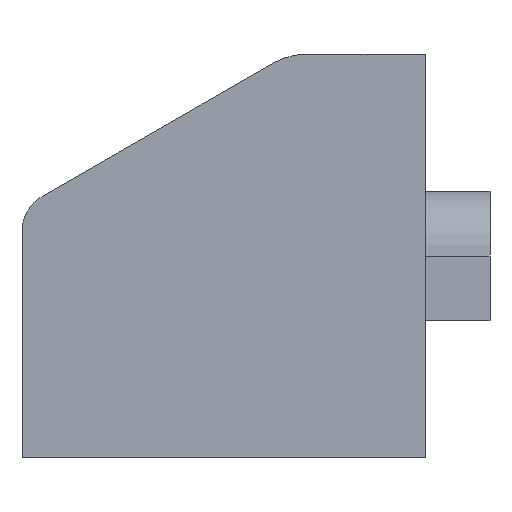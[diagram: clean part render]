
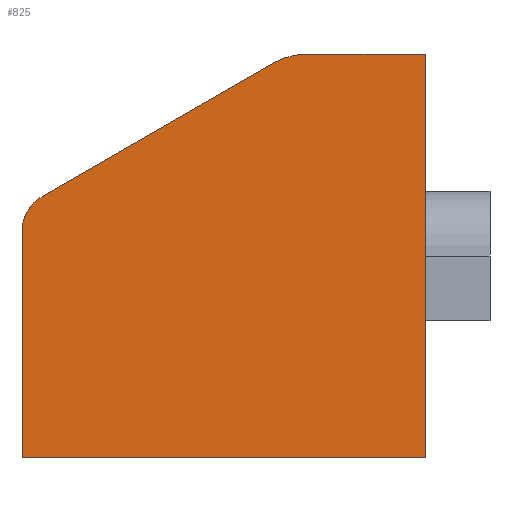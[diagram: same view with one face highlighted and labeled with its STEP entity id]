
A CAD part, left-side view. The second image highlights one B-rep face of the part: STEP entity #825.
In plain terms, the highlighted planar face has unit normal (-1, 0, 0).
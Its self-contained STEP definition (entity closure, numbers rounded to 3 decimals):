
#20 = EDGE_CURVE ( 'NONE', #172, #275, #566, .T. ) ;
#34 = ORIENTED_EDGE ( 'NONE', *, *, #20, .F. ) ;
#89 = ORIENTED_EDGE ( 'NONE', *, *, #737, .F. ) ;
#92 = EDGE_CURVE ( 'NONE', #900, #172, #256, .T. ) ;
#94 = LINE ( 'NONE', #1168, #541 ) ;
#98 = LINE ( 'NONE', #959, #1017 ) ;
#139 = DIRECTION ( 'NONE',  ( 0., 0., -1. ) ) ;
#144 = EDGE_CURVE ( 'NONE', #424, #381, #98, .T. ) ;
#172 = VERTEX_POINT ( 'NONE', #946 ) ;
#256 = LINE ( 'NONE', #931, #1104 ) ;
#275 = VERTEX_POINT ( 'NONE', #942 ) ;
#353 = CARTESIAN_POINT ( 'NONE',  ( -9.25, 25., 0. ) ) ;
#381 = VERTEX_POINT ( 'NONE', #587 ) ;
#424 = VERTEX_POINT ( 'NONE', #1005 ) ;
#445 = DIRECTION ( 'NONE',  ( 0., 1., 0. ) ) ;
#453 = CARTESIAN_POINT ( 'NONE',  ( -9.25, 7.428, 8.5 ) ) ;
#465 = DIRECTION ( 'NONE',  ( 1., 0., 0. ) ) ;
#471 = CIRCLE ( 'NONE', #939, 4. ) ;
#541 = VECTOR ( 'NONE', #557, 1000. ) ;
#551 = DIRECTION ( 'NONE',  ( 1., 0., 0. ) ) ;
#556 = CARTESIAN_POINT ( 'NONE',  ( -9.25, 0., 12.5 ) ) ;
#557 = DIRECTION ( 'NONE',  ( 0., -1., 0. ) ) ;
#566 = LINE ( 'NONE', #923, #800 ) ;
#587 = CARTESIAN_POINT ( 'NONE',  ( -9.25, 9.428, 11.964 ) ) ;
#608 = ORIENTED_EDGE ( 'NONE', *, *, #92, .F. ) ;
#629 = CIRCLE ( 'NONE', #890, 2.5 ) ;
#650 = CARTESIAN_POINT ( 'NONE',  ( -9.25, 0., 0. ) ) ;
#671 = CARTESIAN_POINT ( 'NONE',  ( -9.25, 22.5, 1.53 ) ) ;
#673 = EDGE_LOOP ( 'NONE', ( #608, #1253, #89, #788, #806, #1072, #34 ) ) ;
#700 = FACE_OUTER_BOUND ( 'NONE', #673, .T. ) ;
#737 = EDGE_CURVE ( 'NONE', #381, #818, #471, .T. ) ;
#745 = DIRECTION ( 'NONE',  ( 0., 0., -1. ) ) ;
#765 = CARTESIAN_POINT ( 'NONE',  ( -9.25, 7.428, 12.5 ) ) ;
#766 = DIRECTION ( 'NONE',  ( 0., -0.866, 0.5 ) ) ;
#788 = ORIENTED_EDGE ( 'NONE', *, *, #144, .F. ) ;
#800 = VECTOR ( 'NONE', #445, 1000. ) ;
#806 = ORIENTED_EDGE ( 'NONE', *, *, #831, .F. ) ;
#818 = VERTEX_POINT ( 'NONE', #765 ) ;
#824 = EDGE_CURVE ( 'NONE', #275, #1264, #906, .T. ) ;
#825 = ADVANCED_FACE ( 'NONE', ( #700 ), #957, .F. ) ;
#831 = EDGE_CURVE ( 'NONE', #1264, #424, #629, .T. ) ;
#879 = CARTESIAN_POINT ( 'NONE',  ( -9.25, 25., 1.53 ) ) ;
#890 = AXIS2_PLACEMENT_3D ( 'NONE', #671, #465, #1061 ) ;
#900 = VERTEX_POINT ( 'NONE', #556 ) ;
#906 = LINE ( 'NONE', #353, #1046 ) ;
#923 = CARTESIAN_POINT ( 'NONE',  ( -9.25, 0., -12.5 ) ) ;
#931 = CARTESIAN_POINT ( 'NONE',  ( -9.25, 0., 0. ) ) ;
#939 = AXIS2_PLACEMENT_3D ( 'NONE', #453, #551, #745 ) ;
#942 = CARTESIAN_POINT ( 'NONE',  ( -9.25, 25., -12.5 ) ) ;
#946 = CARTESIAN_POINT ( 'NONE',  ( -9.25, 0., -12.5 ) ) ;
#957 = PLANE ( 'NONE',  #1113 ) ;
#959 = CARTESIAN_POINT ( 'NONE',  ( -9.25, 23.75, 3.695 ) ) ;
#1005 = CARTESIAN_POINT ( 'NONE',  ( -9.25, 23.75, 3.695 ) ) ;
#1017 = VECTOR ( 'NONE', #766, 1000. ) ;
#1046 = VECTOR ( 'NONE', #1071, 1000. ) ;
#1057 = DIRECTION ( 'NONE',  ( 0., 0., -1. ) ) ;
#1061 = DIRECTION ( 'NONE',  ( 0., 0., -1. ) ) ;
#1071 = DIRECTION ( 'NONE',  ( 0., 0., 1. ) ) ;
#1072 = ORIENTED_EDGE ( 'NONE', *, *, #824, .F. ) ;
#1104 = VECTOR ( 'NONE', #139, 1000. ) ;
#1113 = AXIS2_PLACEMENT_3D ( 'NONE', #650, #1167, #1057 ) ;
#1167 = DIRECTION ( 'NONE',  ( 1., 0., 0. ) ) ;
#1168 = CARTESIAN_POINT ( 'NONE',  ( -9.25, 0., 12.5 ) ) ;
#1216 = EDGE_CURVE ( 'NONE', #818, #900, #94, .T. ) ;
#1253 = ORIENTED_EDGE ( 'NONE', *, *, #1216, .F. ) ;
#1264 = VERTEX_POINT ( 'NONE', #879 ) ;
